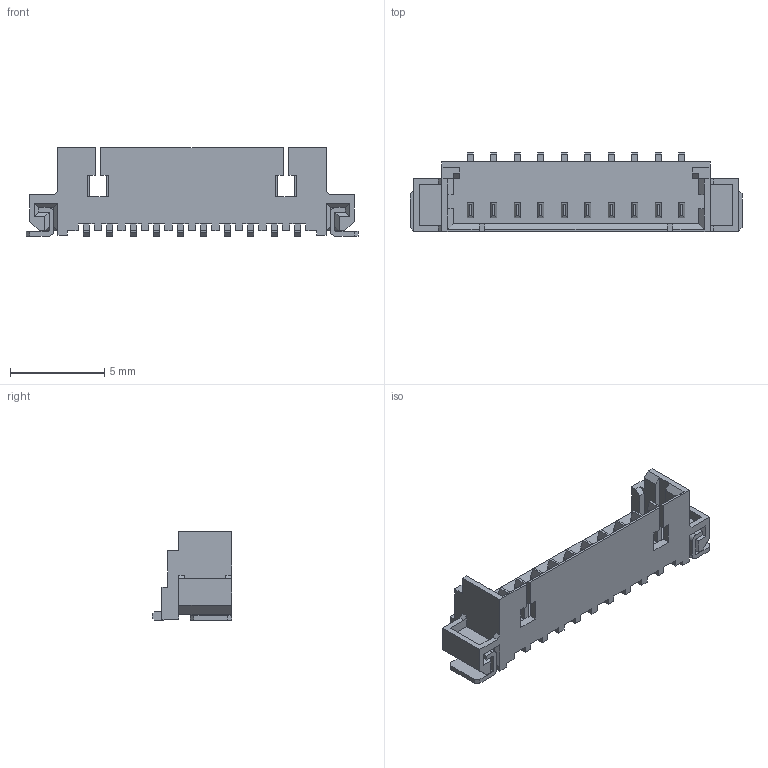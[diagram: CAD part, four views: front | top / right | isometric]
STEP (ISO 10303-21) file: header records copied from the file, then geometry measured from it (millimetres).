
FILE_DESCRIPTION(/* description */ (''),/* implementation_level */ '2;1');
FILE_NAME(/* name */ '533981071 recolored.step',/* time_stamp */ '2022-01-18T17:36:53-03:00',/* author */ (''),/* organization */ (''),/* preprocessor_version */ 'ST-DEVELOPER v18.1',/* originating_system */ 'Autodesk Translation Framework v10.10.0.1391',/* authorisation */ '');
FILE_SCHEMA (('AUTOMOTIVE_DESIGN { 1 0 10303 214 3 1 1 }'));
Length unit declared in the file: millimetre
Products named in the file (1): 533981071
Bounding box: 17.65 x 4.2 x 4.7 mm (x, y, z)
Volume: 113.4 mm3; surface area: 528.2 mm2
Topology: 13 solids, 13 shells, 467 faces, 1257 edges, 816 vertices
Faces by surface type: plane 459, cylinder 8
Entity records: 14314 total; most frequent: CARTESIAN_POINT 2541, ORIENTED_EDGE 2514, DIRECTION 2209, EDGE_CURVE 1257, LINE 1241, VECTOR 1241, VERTEX_POINT 816, EDGE_LOOP 487
